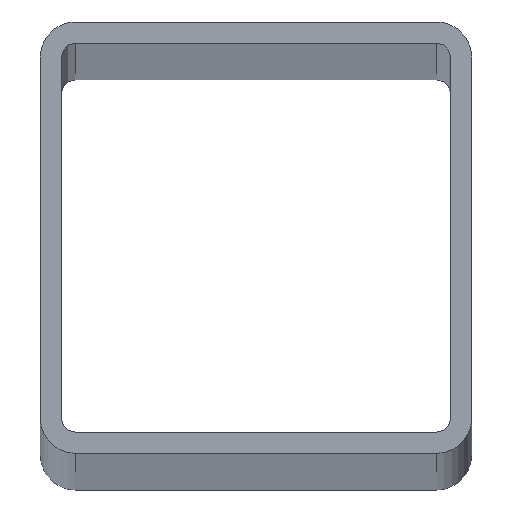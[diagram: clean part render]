
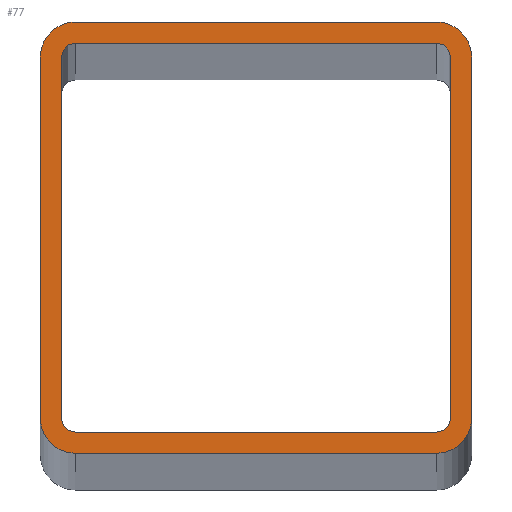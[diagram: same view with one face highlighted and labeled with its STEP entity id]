
A CAD part, top view. The second image highlights one B-rep face of the part: STEP entity #77.
In plain terms, the highlighted planar face has unit normal (0, 0, 1).
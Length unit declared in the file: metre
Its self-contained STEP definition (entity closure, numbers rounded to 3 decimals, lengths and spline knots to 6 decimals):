
#77=ADVANCED_FACE('',(#170,#171),#172,.T.);
#170=FACE_BOUND('',#287,.T.);
#171=FACE_OUTER_BOUND('',#288,.T.);
#172=PLANE('',#289);
#287=EDGE_LOOP('',(#436,#437,#438,#439,#440,#441,#442,#443));
#288=EDGE_LOOP('',(#444,#445,#446,#447,#448,#449,#450,#451));
#289=AXIS2_PLACEMENT_3D('',#452,#453,#454);
#436=ORIENTED_EDGE('',*,*,#620,.F.);
#437=ORIENTED_EDGE('',*,*,#621,.F.);
#438=ORIENTED_EDGE('',*,*,#622,.F.);
#439=ORIENTED_EDGE('',*,*,#623,.F.);
#440=ORIENTED_EDGE('',*,*,#624,.F.);
#441=ORIENTED_EDGE('',*,*,#611,.F.);
#442=ORIENTED_EDGE('',*,*,#601,.F.);
#443=ORIENTED_EDGE('',*,*,#625,.F.);
#444=ORIENTED_EDGE('',*,*,#626,.T.);
#445=ORIENTED_EDGE('',*,*,#627,.T.);
#446=ORIENTED_EDGE('',*,*,#606,.T.);
#447=ORIENTED_EDGE('',*,*,#628,.T.);
#448=ORIENTED_EDGE('',*,*,#629,.T.);
#449=ORIENTED_EDGE('',*,*,#630,.T.);
#450=ORIENTED_EDGE('',*,*,#631,.T.);
#451=ORIENTED_EDGE('',*,*,#615,.T.);
#452=CARTESIAN_POINT('',(0.29768,0.145026,1.2192));
#453=DIRECTION('',(0.0,0.0,1.0));
#454=DIRECTION('',(1.0,0.0,0.0));
#601=EDGE_CURVE('',#667,#668,#669,.T.);
#606=EDGE_CURVE('',#676,#677,#678,.T.);
#611=EDGE_CURVE('',#668,#685,#686,.T.);
#615=EDGE_CURVE('',#691,#692,#693,.T.);
#620=EDGE_CURVE('',#700,#701,#702,.T.);
#621=EDGE_CURVE('',#703,#700,#704,.T.);
#622=EDGE_CURVE('',#705,#703,#706,.T.);
#623=EDGE_CURVE('',#707,#705,#708,.T.);
#624=EDGE_CURVE('',#685,#707,#709,.T.);
#625=EDGE_CURVE('',#701,#667,#710,.T.);
#626=EDGE_CURVE('',#692,#711,#712,.T.);
#627=EDGE_CURVE('',#711,#676,#713,.T.);
#628=EDGE_CURVE('',#677,#714,#715,.T.);
#629=EDGE_CURVE('',#714,#716,#717,.T.);
#630=EDGE_CURVE('',#716,#718,#719,.T.);
#631=EDGE_CURVE('',#718,#691,#720,.T.);
#667=VERTEX_POINT('',#765);
#668=VERTEX_POINT('',#766);
#669=CIRCLE('',#767,0.000813);
#676=VERTEX_POINT('',#776);
#677=VERTEX_POINT('',#777);
#678=CIRCLE('',#778,0.002032);
#685=VERTEX_POINT('',#787);
#686=LINE('',#788,#789);
#691=VERTEX_POINT('',#796);
#692=VERTEX_POINT('',#797);
#693=LINE('',#798,#799);
#700=VERTEX_POINT('',#809);
#701=VERTEX_POINT('',#810);
#702=CIRCLE('',#811,0.000813);
#703=VERTEX_POINT('',#812);
#704=LINE('',#813,#814);
#705=VERTEX_POINT('',#815);
#706=CIRCLE('',#816,0.000813);
#707=VERTEX_POINT('',#817);
#708=LINE('',#818,#819);
#709=CIRCLE('',#820,0.000813);
#710=LINE('',#821,#822);
#711=VERTEX_POINT('',#823);
#712=CIRCLE('',#824,0.002032);
#713=LINE('',#825,#826);
#714=VERTEX_POINT('',#827);
#715=LINE('',#828,#829);
#716=VERTEX_POINT('',#830);
#717=CIRCLE('',#831,0.002032);
#718=VERTEX_POINT('',#832);
#719=LINE('',#833,#834);
#720=CIRCLE('',#835,0.002032);
#765=CARTESIAN_POINT('',(0.318609,0.144213,1.2192));
#766=CARTESIAN_POINT('',(0.319422,0.145026,1.2192));
#767=AXIS2_PLACEMENT_3D('',#894,#895,#896);
#776=CARTESIAN_POINT('',(0.318609,0.142994,1.2192));
#777=CARTESIAN_POINT('',(0.320641,0.145026,1.2192));
#778=AXIS2_PLACEMENT_3D('',#902,#903,#904);
#787=CARTESIAN_POINT('',(0.319422,0.165955,1.2192));
#788=CARTESIAN_POINT('',(0.319422,0.165955,1.2192));
#789=VECTOR('',#910,1.0);
#796=CARTESIAN_POINT('',(0.295648,0.165955,1.2192));
#797=CARTESIAN_POINT('',(0.295648,0.145026,1.2192));
#798=CARTESIAN_POINT('',(0.295648,0.145026,1.2192));
#799=VECTOR('',#913,1.0);
#809=CARTESIAN_POINT('',(0.296867,0.145026,1.2192));
#810=CARTESIAN_POINT('',(0.29768,0.144213,1.2192));
#811=AXIS2_PLACEMENT_3D('',#917,#918,#919);
#812=CARTESIAN_POINT('',(0.296867,0.165955,1.2192));
#813=CARTESIAN_POINT('',(0.296867,0.145026,1.2192));
#814=VECTOR('',#920,1.0);
#815=CARTESIAN_POINT('',(0.29768,0.166768,1.2192));
#816=AXIS2_PLACEMENT_3D('',#921,#922,#923);
#817=CARTESIAN_POINT('',(0.318609,0.166768,1.2192));
#818=CARTESIAN_POINT('',(0.29768,0.166768,1.2192));
#819=VECTOR('',#924,1.0);
#820=AXIS2_PLACEMENT_3D('',#925,#926,#927);
#821=CARTESIAN_POINT('',(0.318609,0.144213,1.2192));
#822=VECTOR('',#928,1.0);
#823=CARTESIAN_POINT('',(0.29768,0.142994,1.2192));
#824=AXIS2_PLACEMENT_3D('',#929,#930,#931);
#825=CARTESIAN_POINT('',(0.318609,0.142994,1.2192));
#826=VECTOR('',#932,1.0);
#827=CARTESIAN_POINT('',(0.320641,0.165955,1.2192));
#828=CARTESIAN_POINT('',(0.320641,0.165955,1.2192));
#829=VECTOR('',#933,1.0);
#830=CARTESIAN_POINT('',(0.318609,0.167987,1.2192));
#831=AXIS2_PLACEMENT_3D('',#934,#935,#936);
#832=CARTESIAN_POINT('',(0.29768,0.167987,1.2192));
#833=CARTESIAN_POINT('',(0.29768,0.167987,1.2192));
#834=VECTOR('',#937,1.0);
#835=AXIS2_PLACEMENT_3D('',#938,#939,#940);
#894=CARTESIAN_POINT('',(0.318609,0.145026,1.2192));
#895=DIRECTION('',(0.0,0.0,1.0));
#896=DIRECTION('',(-0.707,0.707,0.0));
#902=CARTESIAN_POINT('',(0.318609,0.145026,1.2192));
#903=DIRECTION('',(0.0,0.0,1.0));
#904=DIRECTION('',(-0.707,0.707,0.0));
#910=DIRECTION('',(0.0,1.0,0.0));
#913=DIRECTION('',(0.0,-1.0,0.0));
#917=CARTESIAN_POINT('',(0.29768,0.145026,1.2192));
#918=DIRECTION('',(0.0,-0.0,1.0));
#919=DIRECTION('',(0.707,0.707,0.0));
#920=DIRECTION('',(0.0,-1.0,0.0));
#921=CARTESIAN_POINT('',(0.29768,0.165955,1.2192));
#922=DIRECTION('',(0.0,0.0,1.0));
#923=DIRECTION('',(0.707,-0.707,0.0));
#924=DIRECTION('',(-1.0,0.0,0.0));
#925=CARTESIAN_POINT('',(0.318609,0.165955,1.2192));
#926=DIRECTION('',(0.0,0.0,1.0));
#927=DIRECTION('',(-0.707,-0.707,0.0));
#928=DIRECTION('',(1.0,0.0,0.0));
#929=CARTESIAN_POINT('',(0.29768,0.145026,1.2192));
#930=DIRECTION('',(0.0,-0.0,1.0));
#931=DIRECTION('',(0.707,0.707,0.0));
#932=DIRECTION('',(1.0,0.0,0.0));
#933=DIRECTION('',(0.0,1.0,0.0));
#934=CARTESIAN_POINT('',(0.318609,0.165955,1.2192));
#935=DIRECTION('',(0.0,0.0,1.0));
#936=DIRECTION('',(-0.707,-0.707,0.0));
#937=DIRECTION('',(-1.0,0.0,0.0));
#938=CARTESIAN_POINT('',(0.29768,0.165955,1.2192));
#939=DIRECTION('',(0.0,0.0,1.0));
#940=DIRECTION('',(0.707,-0.707,0.0));
